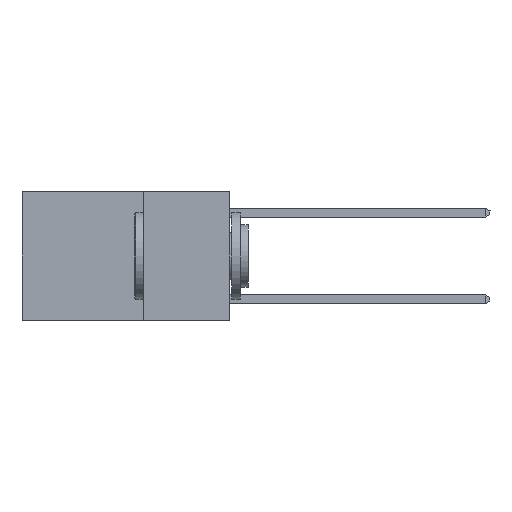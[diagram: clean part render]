
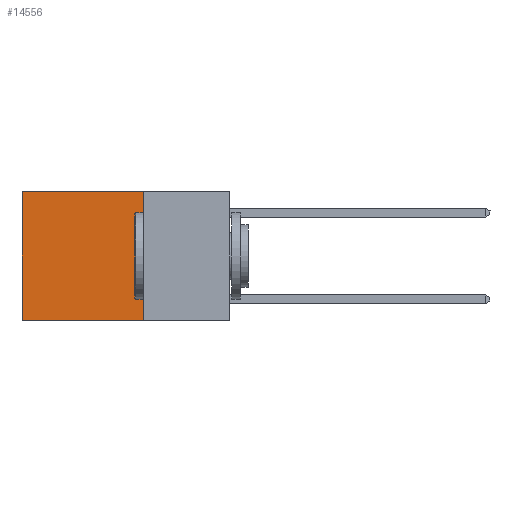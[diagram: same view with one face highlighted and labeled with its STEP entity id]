
A CAD part, left-side view. The second image highlights one B-rep face of the part: STEP entity #14556.
In plain terms, the highlighted planar face has unit normal (-1, 0, 0).
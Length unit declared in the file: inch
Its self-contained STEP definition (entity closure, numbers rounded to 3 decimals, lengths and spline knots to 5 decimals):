
#103 = VERTEX_POINT ( 'NONE', #8323 ) ;
#368 = VERTEX_POINT ( 'NONE', #6535 ) ;
#1379 = FACE_OUTER_BOUND ( 'NONE', #12259, .T. ) ;
#1727 = LINE ( 'NONE', #12887, #13422 ) ;
#2163 = CARTESIAN_POINT ( 'NONE',  ( 0.2625, 0.25, 0. ) ) ;
#2190 = AXIS2_PLACEMENT_3D ( 'NONE', #7926, #6886, #15008 ) ;
#3267 = EDGE_CURVE ( 'NONE', #14752, #368, #10655, .T. ) ;
#4450 = VECTOR ( 'NONE', #13805, 39.37008 ) ;
#4629 = EDGE_CURVE ( 'NONE', #103, #14752, #10639, .T. ) ;
#4746 = DIRECTION ( 'NONE',  ( 0., 0., -1. ) ) ;
#5065 = ORIENTED_EDGE ( 'NONE', *, *, #10260, .T. ) ;
#5662 = ORIENTED_EDGE ( 'NONE', *, *, #10817, .T. ) ;
#6534 = CARTESIAN_POINT ( 'NONE',  ( 0.2625, 0.25, 0. ) ) ;
#6535 = CARTESIAN_POINT ( 'NONE',  ( 0.2625, 0.6, -0.37 ) ) ;
#6886 = DIRECTION ( 'NONE',  ( 1., 0., 0. ) ) ;
#7745 = ORIENTED_EDGE ( 'NONE', *, *, #3267, .F. ) ;
#7926 = CARTESIAN_POINT ( 'NONE',  ( 0.2625, 0.25, 0. ) ) ;
#7962 = VERTEX_POINT ( 'NONE', #12198 ) ;
#8323 = CARTESIAN_POINT ( 'NONE',  ( 0.2625, 0.25, 0. ) ) ;
#9198 = LINE ( 'NONE', #6534, #11932 ) ;
#9855 = CARTESIAN_POINT ( 'NONE',  ( 0.2625, 0.25, -0.37 ) ) ;
#10260 = EDGE_CURVE ( 'NONE', #7962, #368, #1727, .T. ) ;
#10602 = ORIENTED_EDGE ( 'NONE', *, *, #4629, .F. ) ;
#10639 = LINE ( 'NONE', #2163, #4450 ) ;
#10655 = LINE ( 'NONE', #9855, #13764 ) ;
#10817 = EDGE_CURVE ( 'NONE', #103, #7962, #9198, .T. ) ;
#11932 = VECTOR ( 'NONE', #14669, 39.37008 ) ;
#12198 = CARTESIAN_POINT ( 'NONE',  ( 0.2625, 0.6, 0. ) ) ;
#12259 = EDGE_LOOP ( 'NONE', ( #5065, #7745, #10602, #5662 ) ) ;
#12887 = CARTESIAN_POINT ( 'NONE',  ( 0.2625, 0.6, 0. ) ) ;
#13012 = CARTESIAN_POINT ( 'NONE',  ( 0.2625, 0.25, -0.37 ) ) ;
#13380 = DIRECTION ( 'NONE',  ( 0., 1., 0. ) ) ;
#13422 = VECTOR ( 'NONE', #4746, 39.37008 ) ;
#13764 = VECTOR ( 'NONE', #13380, 39.37008 ) ;
#13805 = DIRECTION ( 'NONE',  ( 0., 0., -1. ) ) ;
#13833 = PLANE ( 'NONE',  #2190 ) ;
#14556 = ADVANCED_FACE ( 'NONE', ( #1379 ), #13833, .F. ) ;
#14669 = DIRECTION ( 'NONE',  ( 0., 1., 0. ) ) ;
#14752 = VERTEX_POINT ( 'NONE', #13012 ) ;
#15008 = DIRECTION ( 'NONE',  ( 0., 0., -1. ) ) ;
